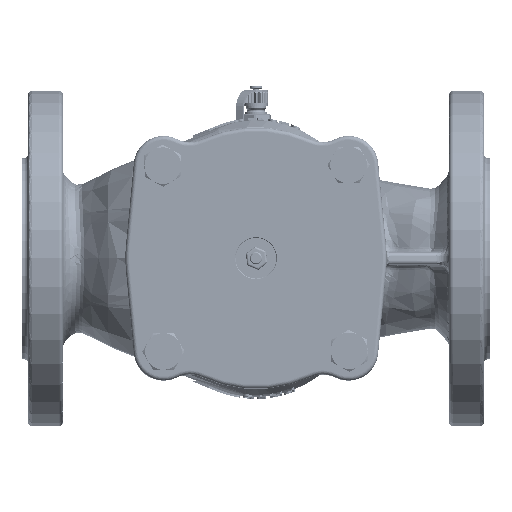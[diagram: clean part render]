
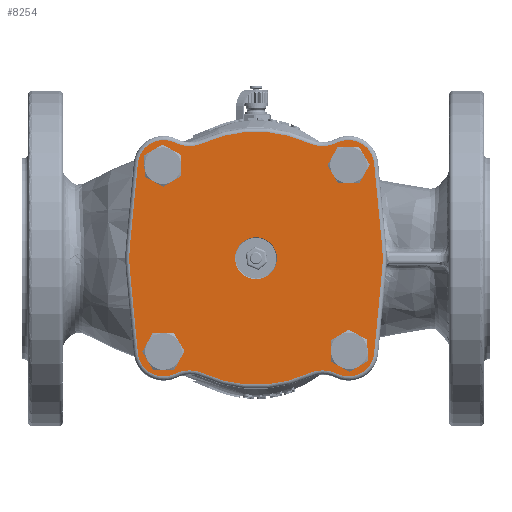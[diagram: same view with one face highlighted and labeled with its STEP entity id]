
A CAD part, top view. The second image highlights one B-rep face of the part: STEP entity #8254.
In plain terms, the highlighted face is planar.
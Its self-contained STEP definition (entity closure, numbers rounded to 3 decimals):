
#1961=LINE('',#76379,#4095);
#1963=LINE('',#76415,#4097);
#1964=LINE('',#76423,#4098);
#1966=LINE('',#76459,#4100);
#4095=VECTOR('',#38226,1.);
#4097=VECTOR('',#38272,1.);
#4098=VECTOR('',#38283,1.);
#4100=VECTOR('',#38329,1.);
#5546=PLANE('',#33272);
#6985=FACE_BOUND('',#12044,.T.);
#6986=FACE_BOUND('',#12045,.T.);
#6987=FACE_BOUND('',#12046,.T.);
#6988=FACE_BOUND('',#12047,.T.);
#6989=FACE_BOUND('',#12048,.T.);
#6990=FACE_BOUND('',#12049,.T.);
#8254=ADVANCED_FACE('',(#6985,#6986,#6987,#6988,#6989,#6990),#5546,.T.);
#12044=EDGE_LOOP('',(#18919));
#12045=EDGE_LOOP('',(#18920));
#12046=EDGE_LOOP('',(#18921));
#12047=EDGE_LOOP('',(#18922));
#12048=EDGE_LOOP('',(#18923));
#12049=EDGE_LOOP('',(#18924,#18925,#18926,#18927,#18928,#18929,#18930,#18931,
#18932,#18933,#18934,#18935,#18936,#18937,#18938,#18939));
#13534=CIRCLE('',#33144,12.686);
#13537=CIRCLE('',#33148,16.);
#13540=CIRCLE('',#33152,62.25);
#13543=CIRCLE('',#33156,16.);
#13546=CIRCLE('',#33160,12.686);
#13548=CIRCLE('',#33164,62.25);
#13552=CIRCLE('',#33170,12.686);
#13555=CIRCLE('',#33174,16.);
#13558=CIRCLE('',#33178,62.25);
#13561=CIRCLE('',#33182,16.);
#13564=CIRCLE('',#33186,12.686);
#13609=CIRCLE('',#33265,62.25);
#13610=CIRCLE('',#33267,10.3);
#13611=CIRCLE('',#33268,7.);
#13612=CIRCLE('',#33269,7.);
#13613=CIRCLE('',#33270,7.);
#13614=CIRCLE('',#33271,7.);
#18919=ORIENTED_EDGE('',*,*,#28550,.T.);
#18920=ORIENTED_EDGE('',*,*,#28551,.F.);
#18921=ORIENTED_EDGE('',*,*,#28552,.F.);
#18922=ORIENTED_EDGE('',*,*,#28553,.F.);
#18923=ORIENTED_EDGE('',*,*,#28554,.F.);
#18924=ORIENTED_EDGE('',*,*,#28549,.T.);
#18925=ORIENTED_EDGE('',*,*,#28481,.T.);
#18926=ORIENTED_EDGE('',*,*,#28478,.T.);
#18927=ORIENTED_EDGE('',*,*,#28475,.T.);
#18928=ORIENTED_EDGE('',*,*,#28472,.T.);
#18929=ORIENTED_EDGE('',*,*,#28469,.T.);
#18930=ORIENTED_EDGE('',*,*,#28466,.T.);
#18931=ORIENTED_EDGE('',*,*,#28463,.T.);
#18932=ORIENTED_EDGE('',*,*,#28460,.T.);
#18933=ORIENTED_EDGE('',*,*,#28459,.T.);
#18934=ORIENTED_EDGE('',*,*,#28456,.T.);
#18935=ORIENTED_EDGE('',*,*,#28453,.T.);
#18936=ORIENTED_EDGE('',*,*,#28450,.T.);
#18937=ORIENTED_EDGE('',*,*,#28447,.T.);
#18938=ORIENTED_EDGE('',*,*,#28444,.T.);
#18939=ORIENTED_EDGE('',*,*,#28441,.T.);
#24699=VERTEX_POINT('',#76373);
#24702=VERTEX_POINT('',#76378);
#24703=VERTEX_POINT('',#76382);
#24705=VERTEX_POINT('',#76388);
#24707=VERTEX_POINT('',#76394);
#24710=VERTEX_POINT('',#76401);
#24712=VERTEX_POINT('',#76407);
#24714=VERTEX_POINT('',#76413);
#24715=VERTEX_POINT('',#76418);
#24717=VERTEX_POINT('',#76424);
#24719=VERTEX_POINT('',#76430);
#24721=VERTEX_POINT('',#76436);
#24723=VERTEX_POINT('',#76442);
#24725=VERTEX_POINT('',#76448);
#24727=VERTEX_POINT('',#76454);
#24729=VERTEX_POINT('',#76460);
#24763=VERTEX_POINT('',#76597);
#24764=VERTEX_POINT('',#76599);
#24765=VERTEX_POINT('',#76601);
#24766=VERTEX_POINT('',#76603);
#24767=VERTEX_POINT('',#76605);
#28441=EDGE_CURVE('',#24699,#24702,#1961,.T.);
#28444=EDGE_CURVE('',#24703,#24699,#13534,.T.);
#28447=EDGE_CURVE('',#24705,#24703,#13537,.T.);
#28450=EDGE_CURVE('',#24707,#24705,#13540,.T.);
#28453=EDGE_CURVE('',#24710,#24707,#13543,.T.);
#28456=EDGE_CURVE('',#24712,#24710,#13546,.T.);
#28459=EDGE_CURVE('',#24714,#24712,#1963,.T.);
#28460=EDGE_CURVE('',#24715,#24714,#13548,.T.);
#28463=EDGE_CURVE('',#24717,#24715,#1964,.T.);
#28466=EDGE_CURVE('',#24719,#24717,#13552,.T.);
#28469=EDGE_CURVE('',#24721,#24719,#13555,.T.);
#28472=EDGE_CURVE('',#24723,#24721,#13558,.T.);
#28475=EDGE_CURVE('',#24725,#24723,#13561,.T.);
#28478=EDGE_CURVE('',#24727,#24725,#13564,.T.);
#28481=EDGE_CURVE('',#24729,#24727,#1966,.T.);
#28549=EDGE_CURVE('',#24702,#24729,#13609,.T.);
#28550=EDGE_CURVE('',#24763,#24763,#13610,.T.);
#28551=EDGE_CURVE('',#24764,#24764,#13611,.T.);
#28552=EDGE_CURVE('',#24765,#24765,#13612,.T.);
#28553=EDGE_CURVE('',#24766,#24766,#13613,.T.);
#28554=EDGE_CURVE('',#24767,#24767,#13614,.T.);
#33144=AXIS2_PLACEMENT_3D('',#76385,#38233,#38234);
#33148=AXIS2_PLACEMENT_3D('',#76391,#38241,#38242);
#33152=AXIS2_PLACEMENT_3D('',#76397,#38249,#38250);
#33156=AXIS2_PLACEMENT_3D('',#76403,#38257,#38258);
#33160=AXIS2_PLACEMENT_3D('',#76409,#38265,#38266);
#33164=AXIS2_PLACEMENT_3D('',#76417,#38275,#38276);
#33170=AXIS2_PLACEMENT_3D('',#76429,#38289,#38290);
#33174=AXIS2_PLACEMENT_3D('',#76435,#38297,#38298);
#33178=AXIS2_PLACEMENT_3D('',#76441,#38305,#38306);
#33182=AXIS2_PLACEMENT_3D('',#76447,#38313,#38314);
#33186=AXIS2_PLACEMENT_3D('',#76453,#38321,#38322);
#33265=AXIS2_PLACEMENT_3D('',#76594,#38505,#38506);
#33267=AXIS2_PLACEMENT_3D('',#76596,#38509,#38510);
#33268=AXIS2_PLACEMENT_3D('',#76598,#38511,#38512);
#33269=AXIS2_PLACEMENT_3D('',#76600,#38513,#38514);
#33270=AXIS2_PLACEMENT_3D('',#76602,#38515,#38516);
#33271=AXIS2_PLACEMENT_3D('',#76604,#38517,#38518);
#33272=AXIS2_PLACEMENT_3D('',#76606,#38519,#38520);
#38226=DIRECTION('',(-0.995,-0.096,0.));
#38233=DIRECTION('',(0.,0.,-1.));
#38234=DIRECTION('',(-1.,0.,0.));
#38241=DIRECTION('',(0.,0.,1.));
#38242=DIRECTION('',(-1.,0.,0.));
#38249=DIRECTION('',(0.,0.,-1.));
#38250=DIRECTION('',(-1.,0.,0.));
#38257=DIRECTION('',(0.,0.,1.));
#38258=DIRECTION('',(-1.,0.,0.));
#38265=DIRECTION('',(0.,0.,-1.));
#38266=DIRECTION('',(-1.,0.,0.));
#38272=DIRECTION('',(0.995,-0.096,0.));
#38275=DIRECTION('',(0.,0.,-1.));
#38276=DIRECTION('',(-1.,0.,0.));
#38283=DIRECTION('',(0.995,0.096,0.));
#38289=DIRECTION('',(0.,0.,-1.));
#38290=DIRECTION('',(-1.,0.,0.));
#38297=DIRECTION('',(0.,0.,1.));
#38298=DIRECTION('',(-1.,0.,0.));
#38305=DIRECTION('',(0.,0.,-1.));
#38306=DIRECTION('',(-1.,0.,0.));
#38313=DIRECTION('',(0.,0.,1.));
#38314=DIRECTION('',(-1.,0.,0.));
#38321=DIRECTION('',(0.,0.,-1.));
#38322=DIRECTION('',(-1.,0.,0.));
#38329=DIRECTION('',(-0.995,0.096,0.));
#38505=DIRECTION('',(0.,0.,-1.));
#38506=DIRECTION('',(-1.,0.,0.));
#38509=DIRECTION('',(0.,0.,1.));
#38510=DIRECTION('',(-1.,0.,0.));
#38511=DIRECTION('',(0.,0.,-1.));
#38512=DIRECTION('',(1.,0.,0.));
#38513=DIRECTION('',(0.,0.,-1.));
#38514=DIRECTION('',(0.,1.,0.));
#38515=DIRECTION('',(0.,0.,-1.));
#38516=DIRECTION('',(-1.,0.,0.));
#38517=DIRECTION('',(0.,0.,-1.));
#38518=DIRECTION('',(0.,-1.,0.));
#38519=DIRECTION('',(0.,0.,-1.));
#38520=DIRECTION('',(-1.,0.,0.));
#76373=CARTESIAN_POINT('',(46.644,-58.059,0.));
#76378=CARTESIAN_POINT('',(5.947,-61.965,0.));
#76379=CARTESIAN_POINT('',(5.947,-61.965,0.));
#76382=CARTESIAN_POINT('',(56.789,-39.779,0.));
#76385=CARTESIAN_POINT('',(45.432,-45.432,0.));
#76388=CARTESIAN_POINT('',(56.572,-25.974,0.));
#76391=CARTESIAN_POINT('',(71.113,-32.651,0.));
#76394=CARTESIAN_POINT('',(56.572,25.974,0.));
#76397=CARTESIAN_POINT('',(0.,0.,
0.));
#76401=CARTESIAN_POINT('',(56.789,39.779,0.));
#76403=CARTESIAN_POINT('',(71.113,32.651,0.));
#76407=CARTESIAN_POINT('',(46.644,58.059,0.));
#76409=CARTESIAN_POINT('',(45.432,45.432,0.));
#76413=CARTESIAN_POINT('',(5.947,61.965,0.));
#76415=CARTESIAN_POINT('',(46.644,58.059,0.));
#76417=CARTESIAN_POINT('',(0.,0.,
0.));
#76418=CARTESIAN_POINT('',(-5.947,61.965,0.));
#76423=CARTESIAN_POINT('',(-5.947,61.965,0.));
#76424=CARTESIAN_POINT('',(-46.644,58.059,0.));
#76429=CARTESIAN_POINT('',(-45.432,45.432,0.));
#76430=CARTESIAN_POINT('',(-56.789,39.779,0.));
#76435=CARTESIAN_POINT('',(-71.113,32.651,0.));
#76436=CARTESIAN_POINT('',(-56.572,25.974,0.));
#76441=CARTESIAN_POINT('',(0.,0.,
0.));
#76442=CARTESIAN_POINT('',(-56.572,-25.974,0.));
#76447=CARTESIAN_POINT('',(-71.113,-32.651,0.));
#76448=CARTESIAN_POINT('',(-56.789,-39.779,0.));
#76453=CARTESIAN_POINT('',(-45.432,-45.432,0.));
#76454=CARTESIAN_POINT('',(-46.644,-58.059,0.));
#76459=CARTESIAN_POINT('',(-46.644,-58.059,0.));
#76460=CARTESIAN_POINT('',(-5.947,-61.965,0.));
#76594=CARTESIAN_POINT('',(0.,0.,0.));
#76596=CARTESIAN_POINT('',(0.,0.,0.));
#76597=CARTESIAN_POINT('',(-10.3,0.,0.));
#76598=CARTESIAN_POINT('',(45.785,45.785,0.));
#76599=CARTESIAN_POINT('',(52.785,45.785,0.));
#76600=CARTESIAN_POINT('',(-45.785,45.785,0.));
#76601=CARTESIAN_POINT('',(-45.785,52.785,0.));
#76602=CARTESIAN_POINT('',(-45.785,-45.785,0.));
#76603=CARTESIAN_POINT('',(-52.785,-45.785,0.));
#76604=CARTESIAN_POINT('',(45.785,-45.785,0.));
#76605=CARTESIAN_POINT('',(45.785,-52.785,0.));
#76606=CARTESIAN_POINT('',(-71.113,-32.651,0.));
